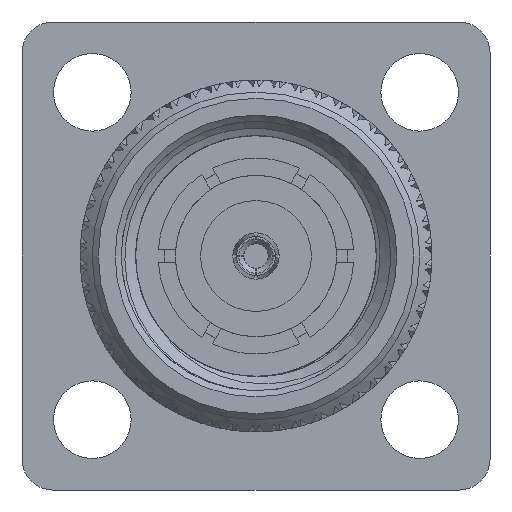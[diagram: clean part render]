
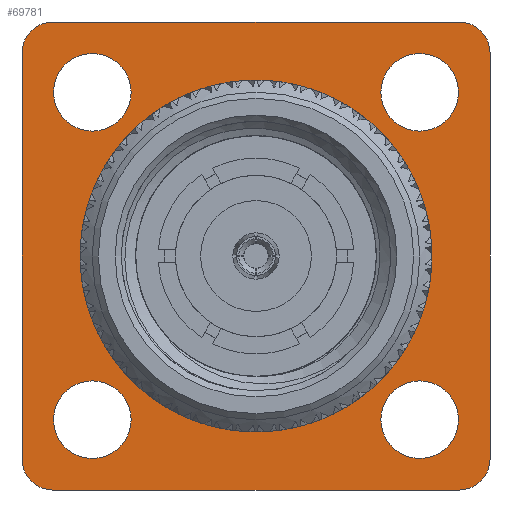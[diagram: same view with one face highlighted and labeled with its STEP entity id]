
A CAD part, left-side view. The second image highlights one B-rep face of the part: STEP entity #69781.
In plain terms, the highlighted planar face has unit normal (-1, 0, 0).
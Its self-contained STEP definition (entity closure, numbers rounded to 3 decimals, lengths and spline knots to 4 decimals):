
#1574 = CARTESIAN_POINT ( 'NONE',  ( 0.779, -0.3799, -0.3799 ) ) ;
#1891 = CIRCLE ( 'NONE', #3639, 0.05 ) ;
#3639 = AXIS2_PLACEMENT_3D ( 'NONE', #31729, #62774, #22115 ) ;
#4102 = CARTESIAN_POINT ( 'NONE',  ( 0.779, -0.3799, 0.3799 ) ) ;
#4481 = AXIS2_PLACEMENT_3D ( 'NONE', #43023, #10836, #31960 ) ;
#4767 = ORIENTED_EDGE ( 'NONE', *, *, #27464, .T. ) ;
#6172 = VERTEX_POINT ( 'NONE', #32418 ) ;
#6247 = AXIS2_PLACEMENT_3D ( 'NONE', #53783, #70908, #79478 ) ;
#7698 = ORIENTED_EDGE ( 'NONE', *, *, #62875, .F. ) ;
#7748 = VERTEX_POINT ( 'NONE', #73095 ) ;
#7987 = CIRCLE ( 'NONE', #6247, 0.063 ) ;
#8418 = FACE_BOUND ( 'NONE', #86128, .T. ) ;
#10394 = EDGE_CURVE ( 'NONE', #30932, #12718, #68465, .T. ) ;
#10836 = DIRECTION ( 'NONE',  ( -1., 0., 0. ) ) ;
#12718 = VERTEX_POINT ( 'NONE', #92759 ) ;
#13154 = CARTESIAN_POINT ( 'NONE',  ( 0.779, 0.2028, -0.2657 ) ) ;
#13500 = ORIENTED_EDGE ( 'NONE', *, *, #95191, .T. ) ;
#15205 = CIRCLE ( 'NONE', #68231, 0.063 ) ;
#16490 = FACE_OUTER_BOUND ( 'NONE', #67246, .T. ) ;
#16669 = CARTESIAN_POINT ( 'NONE',  ( 0.779, 0.3799, -0.3299 ) ) ;
#17215 = CARTESIAN_POINT ( 'NONE',  ( 0.779, 0.3799, 0.3299 ) ) ;
#17249 = EDGE_CURVE ( 'NONE', #60702, #49499, #26843, .T. ) ;
#18181 = DIRECTION ( 'NONE',  ( 0., -1., 0. ) ) ;
#18522 = ORIENTED_EDGE ( 'NONE', *, *, #97836, .F. ) ;
#20171 = DIRECTION ( 'NONE',  ( 0., 1., 0. ) ) ;
#22115 = DIRECTION ( 'NONE',  ( 0., -1., 0. ) ) ;
#22287 = VERTEX_POINT ( 'NONE', #16669 ) ;
#22558 = EDGE_LOOP ( 'NONE', ( #37950 ) ) ;
#22696 = CARTESIAN_POINT ( 'NONE',  ( 0.779, -0.3299, -0.3299 ) ) ;
#22745 = VERTEX_POINT ( 'NONE', #25131 ) ;
#23546 = DIRECTION ( 'NONE',  ( 0., 0., 1. ) ) ;
#24522 = DIRECTION ( 'NONE',  ( -1., 0., 0. ) ) ;
#25046 = FACE_BOUND ( 'NONE', #77499, .T. ) ;
#25131 = CARTESIAN_POINT ( 'NONE',  ( 0.779, 0.3299, 0.3799 ) ) ;
#25243 = ORIENTED_EDGE ( 'NONE', *, *, #84406, .T. ) ;
#26662 = ORIENTED_EDGE ( 'NONE', *, *, #10394, .T. ) ;
#26723 = CARTESIAN_POINT ( 'NONE',  ( 0.779, -0.3799, -0.3299 ) ) ;
#26843 = CIRCLE ( 'NONE', #67868, 0.05 ) ;
#27016 = ORIENTED_EDGE ( 'NONE', *, *, #44333, .F. ) ;
#27464 = EDGE_CURVE ( 'NONE', #80283, #22287, #52093, .T. ) ;
#27993 = CARTESIAN_POINT ( 'NONE',  ( 0.779, 0.3799, -0.3799 ) ) ;
#28591 = DIRECTION ( 'NONE',  ( -1., 0., 0. ) ) ;
#30932 = VERTEX_POINT ( 'NONE', #72994 ) ;
#31729 = CARTESIAN_POINT ( 'NONE',  ( 0.779, 0.3299, -0.3299 ) ) ;
#31878 = VECTOR ( 'NONE', #23546, 39.3701 ) ;
#31960 = DIRECTION ( 'NONE',  ( 0., -1., 0. ) ) ;
#32418 = CARTESIAN_POINT ( 'NONE',  ( 0.779, -0.3287, -0.2657 ) ) ;
#32569 = FACE_BOUND ( 'NONE', #68982, .T. ) ;
#32726 = AXIS2_PLACEMENT_3D ( 'NONE', #40600, #24522, #88766 ) ;
#36981 = DIRECTION ( 'NONE',  ( -1., 0., 0. ) ) ;
#37611 = VERTEX_POINT ( 'NONE', #26723 ) ;
#37950 = ORIENTED_EDGE ( 'NONE', *, *, #92945, .F. ) ;
#39363 = CIRCLE ( 'NONE', #104247, 0.05 ) ;
#40600 = CARTESIAN_POINT ( 'NONE',  ( 0.779, 0.2392, 0. ) ) ;
#41643 = PLANE ( 'NONE',  #32726 ) ;
#43023 = CARTESIAN_POINT ( 'NONE',  ( 0.779, -0.2657, -0.2657 ) ) ;
#44192 = CARTESIAN_POINT ( 'NONE',  ( 0.779, 0., 0. ) ) ;
#44333 = EDGE_CURVE ( 'NONE', #54374, #54374, #15205, .T. ) ;
#45712 = CARTESIAN_POINT ( 'NONE',  ( 0.779, 0.2657, -0.2657 ) ) ;
#46150 = VECTOR ( 'NONE', #20171, 39.3701 ) ;
#47123 = CARTESIAN_POINT ( 'NONE',  ( 0.779, -0.3799, -0.3799 ) ) ;
#47328 = DIRECTION ( 'NONE',  ( 0., -1., 0. ) ) ;
#49001 = VERTEX_POINT ( 'NONE', #55959 ) ;
#49499 = VERTEX_POINT ( 'NONE', #97573 ) ;
#51188 = DIRECTION ( 'NONE',  ( 1., 0., 0. ) ) ;
#51825 = DIRECTION ( 'NONE',  ( 0., -1., 0. ) ) ;
#52093 = LINE ( 'NONE', #27993, #83308 ) ;
#53783 = CARTESIAN_POINT ( 'NONE',  ( 0.779, 0.2657, 0.2657 ) ) ;
#54374 = VERTEX_POINT ( 'NONE', #13154 ) ;
#55139 = LINE ( 'NONE', #47123, #31878 ) ;
#55848 = ORIENTED_EDGE ( 'NONE', *, *, #94056, .T. ) ;
#55959 = CARTESIAN_POINT ( 'NONE',  ( 0.779, 0.2392, 0. ) ) ;
#59483 = DIRECTION ( 'NONE',  ( -1., 0., 0. ) ) ;
#59837 = DIRECTION ( 'NONE',  ( -1., 0., 0. ) ) ;
#60702 = VERTEX_POINT ( 'NONE', #84151 ) ;
#61799 = DIRECTION ( 'NONE',  ( -1., 0., 0. ) ) ;
#62774 = DIRECTION ( 'NONE',  ( -1., 0., 0. ) ) ;
#62875 = EDGE_CURVE ( 'NONE', #7748, #7748, #102725, .T. ) ;
#65054 = VERTEX_POINT ( 'NONE', #105702 ) ;
#67246 = EDGE_LOOP ( 'NONE', ( #55848, #94304, #74967, #76042, #4767, #104612, #26662, #25243 ) ) ;
#67868 = AXIS2_PLACEMENT_3D ( 'NONE', #68560, #59483, #92125 ) ;
#68231 = AXIS2_PLACEMENT_3D ( 'NONE', #45712, #28591, #101351 ) ;
#68465 = LINE ( 'NONE', #1574, #82941 ) ;
#68560 = CARTESIAN_POINT ( 'NONE',  ( 0.779, -0.3299, 0.3299 ) ) ;
#68905 = CARTESIAN_POINT ( 'NONE',  ( 0.779, 0.3299, 0.3299 ) ) ;
#68982 = EDGE_LOOP ( 'NONE', ( #18522 ) ) ;
#69462 = AXIS2_PLACEMENT_3D ( 'NONE', #44192, #51188, #76845 ) ;
#69735 = DIRECTION ( 'NONE',  ( 0., 0., -1. ) ) ;
#69781 = ADVANCED_FACE ( 'NONE', ( #8418, #25046, #105300, #74288, #32569, #16490 ), #41643, .T. ) ;
#70675 = CARTESIAN_POINT ( 'NONE',  ( 0.779, -0.2657, 0.2657 ) ) ;
#70908 = DIRECTION ( 'NONE',  ( -1., 0., 0. ) ) ;
#72116 = EDGE_CURVE ( 'NONE', #22287, #30932, #1891, .T. ) ;
#72994 = CARTESIAN_POINT ( 'NONE',  ( 0.779, 0.3299, -0.3799 ) ) ;
#73095 = CARTESIAN_POINT ( 'NONE',  ( 0.779, -0.3287, 0.2657 ) ) ;
#74288 = FACE_BOUND ( 'NONE', #86292, .T. ) ;
#74967 = ORIENTED_EDGE ( 'NONE', *, *, #83268, .T. ) ;
#76042 = ORIENTED_EDGE ( 'NONE', *, *, #86568, .T. ) ;
#76845 = DIRECTION ( 'NONE',  ( 0., 1., 0. ) ) ;
#77499 = EDGE_LOOP ( 'NONE', ( #7698 ) ) ;
#79478 = DIRECTION ( 'NONE',  ( 0., -1., 0. ) ) ;
#80283 = VERTEX_POINT ( 'NONE', #17215 ) ;
#82941 = VECTOR ( 'NONE', #18181, 39.3701 ) ;
#83268 = EDGE_CURVE ( 'NONE', #49499, #22745, #84436, .T. ) ;
#83308 = VECTOR ( 'NONE', #69735, 39.3701 ) ;
#83590 = CIRCLE ( 'NONE', #104097, 0.05 ) ;
#84151 = CARTESIAN_POINT ( 'NONE',  ( 0.779, -0.3799, 0.3299 ) ) ;
#84406 = EDGE_CURVE ( 'NONE', #12718, #37611, #39363, .T. ) ;
#84436 = LINE ( 'NONE', #4102, #46150 ) ;
#86128 = EDGE_LOOP ( 'NONE', ( #13500 ) ) ;
#86292 = EDGE_LOOP ( 'NONE', ( #27016 ) ) ;
#86568 = EDGE_CURVE ( 'NONE', #22745, #80283, #83590, .T. ) ;
#88766 = DIRECTION ( 'NONE',  ( 0., -1., 0. ) ) ;
#90013 = CIRCLE ( 'NONE', #69462, 0.2392 ) ;
#92125 = DIRECTION ( 'NONE',  ( 0., -1., 0. ) ) ;
#92759 = CARTESIAN_POINT ( 'NONE',  ( 0.779, -0.3299, -0.3799 ) ) ;
#92945 = EDGE_CURVE ( 'NONE', #6172, #6172, #105322, .T. ) ;
#94056 = EDGE_CURVE ( 'NONE', #37611, #60702, #55139, .T. ) ;
#94304 = ORIENTED_EDGE ( 'NONE', *, *, #17249, .T. ) ;
#95191 = EDGE_CURVE ( 'NONE', #49001, #49001, #90013, .T. ) ;
#97387 = AXIS2_PLACEMENT_3D ( 'NONE', #70675, #36981, #103810 ) ;
#97573 = CARTESIAN_POINT ( 'NONE',  ( 0.779, -0.3299, 0.3799 ) ) ;
#97836 = EDGE_CURVE ( 'NONE', #65054, #65054, #7987, .T. ) ;
#101351 = DIRECTION ( 'NONE',  ( 0., -1., 0. ) ) ;
#102725 = CIRCLE ( 'NONE', #97387, 0.063 ) ;
#103810 = DIRECTION ( 'NONE',  ( 0., -1., 0. ) ) ;
#104097 = AXIS2_PLACEMENT_3D ( 'NONE', #68905, #59837, #51825 ) ;
#104247 = AXIS2_PLACEMENT_3D ( 'NONE', #22696, #61799, #47328 ) ;
#104612 = ORIENTED_EDGE ( 'NONE', *, *, #72116, .T. ) ;
#105300 = FACE_BOUND ( 'NONE', #22558, .T. ) ;
#105322 = CIRCLE ( 'NONE', #4481, 0.063 ) ;
#105702 = CARTESIAN_POINT ( 'NONE',  ( 0.779, 0.2028, 0.2657 ) ) ;
